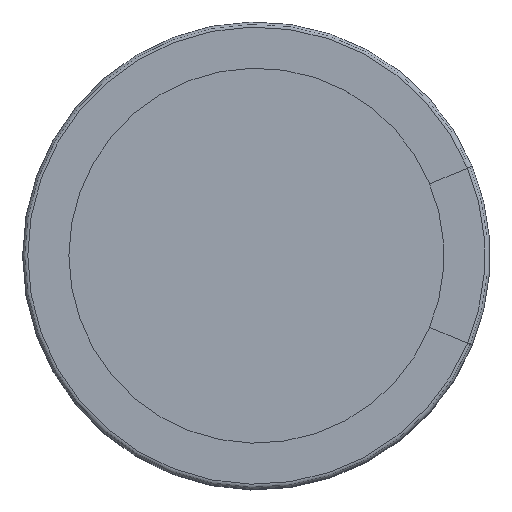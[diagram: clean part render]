
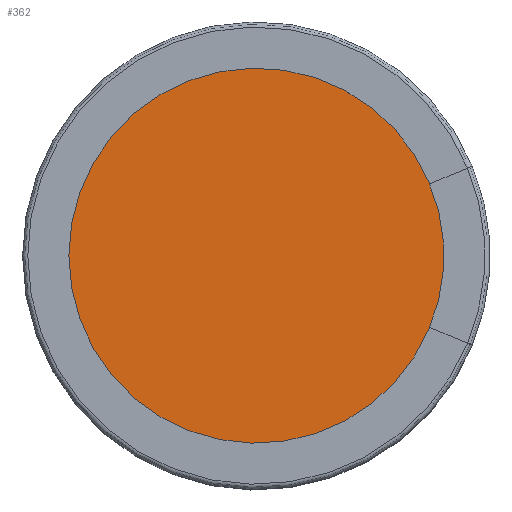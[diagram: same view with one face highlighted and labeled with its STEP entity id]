
A CAD part, top view. The second image highlights one B-rep face of the part: STEP entity #362.
In plain terms, the highlighted planar face has unit normal (0, 0, 1).
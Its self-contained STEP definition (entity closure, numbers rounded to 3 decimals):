
#31 = TOROIDAL_SURFACE('',#32,8.8,0.2);
#32 = AXIS2_PLACEMENT_3D('',#33,#34,#35);
#33 = CARTESIAN_POINT('',(0.,0.,15.65));
#34 = DIRECTION('',(0.,0.,-1.));
#35 = DIRECTION('',(1.,0.,0.));
#100 = VERTEX_POINT('',#101);
#101 = CARTESIAN_POINT('',(8.8,0.,15.85));
#169 = EDGE_CURVE('',#100,#100,#170,.T.);
#170 = SURFACE_CURVE('',#171,(#176,#205),.PCURVE_S1.);
#171 = CIRCLE('',#172,8.8);
#172 = AXIS2_PLACEMENT_3D('',#173,#174,#175);
#173 = CARTESIAN_POINT('',(0.,0.,15.85));
#174 = DIRECTION('',(0.,0.,-1.));
#175 = DIRECTION('',(-1.,0.,0.));
#176 = PCURVE('',#31,#177);
#177 = DEFINITIONAL_REPRESENTATION('',(#178),#204);
#178 = B_SPLINE_CURVE_WITH_KNOTS('',3,(#179,#180,#181,#182,#183,#184,
    #185,#186,#187,#188,#189,#190,#191,#192,#193,#194,#195,#196,#197,
    #198,#199,#200,#201,#202,#203),.UNSPECIFIED.,.F.,.F.,(4,1,1,1,1,1,1,
    1,1,1,1,1,1,1,1,1,1,1,1,1,1,1,4),(3.142,3.427,
    3.713,3.998,4.284,4.57,
    4.855,5.141,5.426,5.712,
    5.998,6.283,6.569,6.854,
    7.14,7.426,7.711,7.997,
    8.282,8.568,8.854,9.139,
    9.425),.UNSPECIFIED.);
#179 = CARTESIAN_POINT('',(0.,4.712));
#180 = CARTESIAN_POINT('',(0.095,4.712));
#181 = CARTESIAN_POINT('',(0.286,4.712));
#182 = CARTESIAN_POINT('',(0.571,4.712));
#183 = CARTESIAN_POINT('',(0.857,4.712));
#184 = CARTESIAN_POINT('',(1.142,4.712));
#185 = CARTESIAN_POINT('',(1.428,4.712));
#186 = CARTESIAN_POINT('',(1.714,4.712));
#187 = CARTESIAN_POINT('',(1.999,4.712));
#188 = CARTESIAN_POINT('',(2.285,4.712));
#189 = CARTESIAN_POINT('',(2.57,4.712));
#190 = CARTESIAN_POINT('',(2.856,4.712));
#191 = CARTESIAN_POINT('',(3.142,4.712));
#192 = CARTESIAN_POINT('',(3.427,4.712));
#193 = CARTESIAN_POINT('',(3.713,4.712));
#194 = CARTESIAN_POINT('',(3.998,4.712));
#195 = CARTESIAN_POINT('',(4.284,4.712));
#196 = CARTESIAN_POINT('',(4.57,4.712));
#197 = CARTESIAN_POINT('',(4.855,4.712));
#198 = CARTESIAN_POINT('',(5.141,4.712));
#199 = CARTESIAN_POINT('',(5.426,4.712));
#200 = CARTESIAN_POINT('',(5.712,4.712));
#201 = CARTESIAN_POINT('',(5.998,4.712));
#202 = CARTESIAN_POINT('',(6.188,4.712));
#203 = CARTESIAN_POINT('',(6.283,4.712));
#204 = ( GEOMETRIC_REPRESENTATION_CONTEXT(2) 
PARAMETRIC_REPRESENTATION_CONTEXT() REPRESENTATION_CONTEXT('2D SPACE',''
  ) );
#205 = PCURVE('',#206,#211);
#206 = PLANE('',#207);
#207 = AXIS2_PLACEMENT_3D('',#208,#209,#210);
#208 = CARTESIAN_POINT('',(-9.68,9.68,15.85));
#209 = DIRECTION('',(0.,0.,-1.));
#210 = DIRECTION('',(1.,0.,0.));
#211 = DEFINITIONAL_REPRESENTATION('',(#212),#216);
#212 = CIRCLE('',#213,8.8);
#213 = AXIS2_PLACEMENT_2D('',#214,#215);
#214 = CARTESIAN_POINT('',(9.68,9.68));
#215 = DIRECTION('',(-1.,0.));
#216 = ( GEOMETRIC_REPRESENTATION_CONTEXT(2) 
PARAMETRIC_REPRESENTATION_CONTEXT() REPRESENTATION_CONTEXT('2D SPACE',''
  ) );
#362 = ADVANCED_FACE('',(#363),#206,.F.);
#363 = FACE_BOUND('',#364,.T.);
#364 = EDGE_LOOP('',(#365));
#365 = ORIENTED_EDGE('',*,*,#169,.F.);
